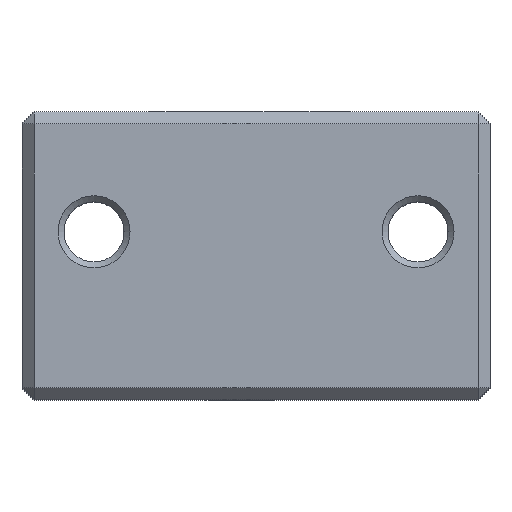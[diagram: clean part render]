
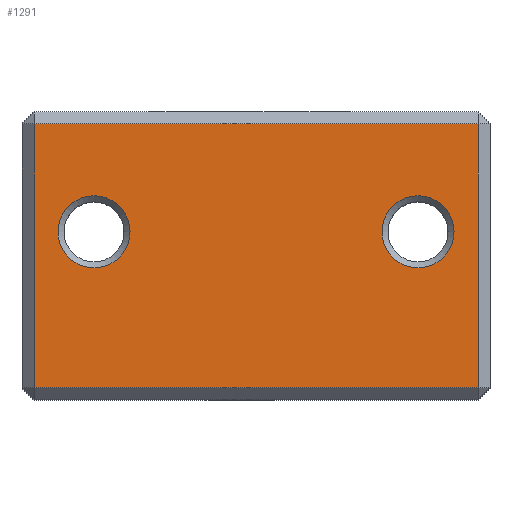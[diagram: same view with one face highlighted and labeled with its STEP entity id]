
A CAD part, top view. The second image highlights one B-rep face of the part: STEP entity #1291.
In plain terms, the highlighted planar face has unit normal (0, 0, 1).
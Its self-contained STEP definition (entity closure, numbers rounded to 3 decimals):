
#26=FACE_BOUND('',#223,.T.);
#27=FACE_BOUND('',#224,.T.);
#60=CIRCLE('',#1411,3.);
#61=CIRCLE('',#1412,3.);
#139=FACE_OUTER_BOUND('',#222,.T.);
#222=EDGE_LOOP('',(#1041,#1042,#1043,#1044));
#223=EDGE_LOOP('',(#1045));
#224=EDGE_LOOP('',(#1046));
#335=LINE('',#2039,#474);
#338=LINE('',#2043,#477);
#342=LINE('',#2049,#481);
#344=LINE('',#2052,#483);
#474=VECTOR('',#1653,10.);
#477=VECTOR('',#1658,10.);
#481=VECTOR('',#1666,10.);
#483=VECTOR('',#1670,10.);
#595=VERTEX_POINT('',#1997);
#604=VERTEX_POINT('',#2018);
#605=VERTEX_POINT('',#2022);
#609=VERTEX_POINT('',#2030);
#615=VERTEX_POINT('',#2082);
#616=VERTEX_POINT('',#2084);
#744=EDGE_CURVE('',#605,#609,#335,.T.);
#747=EDGE_CURVE('',#609,#604,#338,.T.);
#751=EDGE_CURVE('',#595,#605,#342,.T.);
#753=EDGE_CURVE('',#604,#595,#344,.T.);
#770=EDGE_CURVE('',#615,#615,#60,.T.);
#771=EDGE_CURVE('',#616,#616,#61,.T.);
#1041=ORIENTED_EDGE('',*,*,#744,.F.);
#1042=ORIENTED_EDGE('',*,*,#751,.F.);
#1043=ORIENTED_EDGE('',*,*,#753,.F.);
#1044=ORIENTED_EDGE('',*,*,#747,.F.);
#1045=ORIENTED_EDGE('',*,*,#770,.F.);
#1046=ORIENTED_EDGE('',*,*,#771,.F.);
#1221=PLANE('',#1410);
#1291=ADVANCED_FACE('',(#139,#26,#27),#1221,.T.);
#1410=AXIS2_PLACEMENT_3D('',#2081,#1704,#1705);
#1411=AXIS2_PLACEMENT_3D('',#2083,#1706,#1707);
#1412=AXIS2_PLACEMENT_3D('',#2085,#1708,#1709);
#1653=DIRECTION('',(0.,1.,0.));
#1658=DIRECTION('',(1.,0.,0.));
#1666=DIRECTION('',(-1.,0.,0.));
#1670=DIRECTION('',(0.,-1.,0.));
#1704=DIRECTION('center_axis',(0.,0.,1.));
#1705=DIRECTION('ref_axis',(-1.,0.,0.));
#1706=DIRECTION('center_axis',(0.,0.,1.));
#1707=DIRECTION('ref_axis',(1.,0.,0.));
#1708=DIRECTION('center_axis',(0.,0.,1.));
#1709=DIRECTION('ref_axis',(1.,0.,0.));
#1997=CARTESIAN_POINT('',(20.,-23.,9.));
#2018=CARTESIAN_POINT('',(20.,-1.,9.));
#2022=CARTESIAN_POINT('',(-17.,-23.,9.));
#2030=CARTESIAN_POINT('',(-17.,-1.,9.));
#2039=CARTESIAN_POINT('',(-17.,0.,9.));
#2043=CARTESIAN_POINT('',(11.25,-1.,9.));
#2049=CARTESIAN_POINT('',(11.25,-23.,9.));
#2052=CARTESIAN_POINT('',(20.,0.,9.));
#2081=CARTESIAN_POINT('Origin',(21.,0.,9.));
#2082=CARTESIAN_POINT('',(-15.,-10.,9.));
#2083=CARTESIAN_POINT('Origin',(-12.,-10.,9.));
#2084=CARTESIAN_POINT('',(12.,-10.,9.));
#2085=CARTESIAN_POINT('Origin',(15.,-10.,9.));
